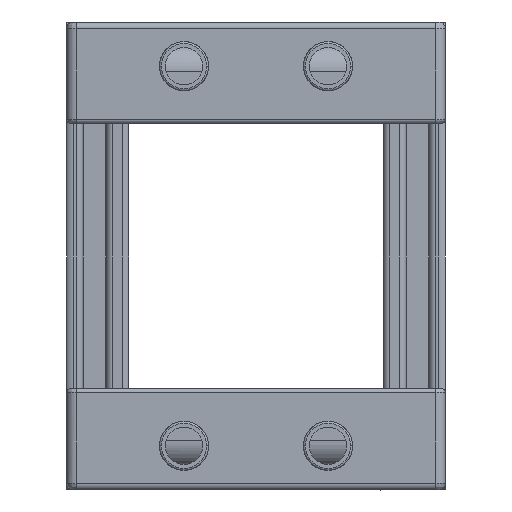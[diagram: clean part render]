
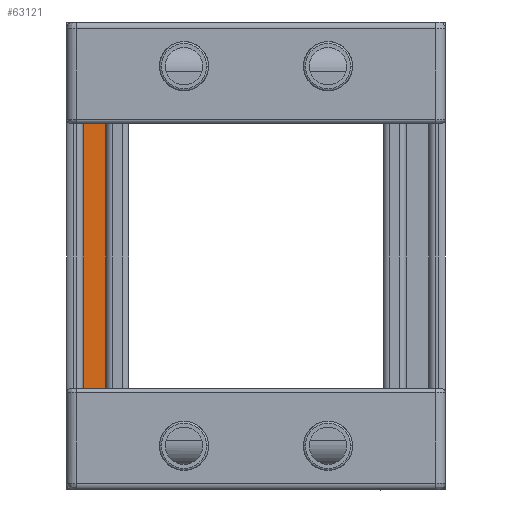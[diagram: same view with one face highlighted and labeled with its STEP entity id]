
A CAD part, left-side view. The second image highlights one B-rep face of the part: STEP entity #63121.
In plain terms, the highlighted planar face has unit normal (-1, 0, 0).
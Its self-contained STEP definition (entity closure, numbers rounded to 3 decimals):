
#6236 = DIRECTION ( 'NONE',  ( 0., -1., 0. ) ) ;
#9735 = EDGE_LOOP ( 'NONE', ( #80046, #139477, #35850, #98038 ) ) ;
#12826 = VECTOR ( 'NONE', #6236, 1000. ) ;
#16704 = VERTEX_POINT ( 'NONE', #153555 ) ;
#28632 = CARTESIAN_POINT ( 'NONE',  ( -208.534, 194.883, -4.503 ) ) ;
#35850 = ORIENTED_EDGE ( 'NONE', *, *, #92749, .T. ) ;
#36505 = EDGE_CURVE ( 'NONE', #147889, #91200, #141253, .T. ) ;
#40833 = DIRECTION ( 'NONE',  ( 0., 0., 1. ) ) ;
#44802 = CARTESIAN_POINT ( 'NONE',  ( -208.534, 198.383, 41.997 ) ) ;
#49087 = VECTOR ( 'NONE', #155500, 1000. ) ;
#58087 = CARTESIAN_POINT ( 'NONE',  ( -208.534, 194.883, 41.997 ) ) ;
#59734 = CARTESIAN_POINT ( 'NONE',  ( -208.534, 194.883, -4.503 ) ) ;
#63121 = ADVANCED_FACE ( 'NONE', ( #156740 ), #122784, .T. ) ;
#66350 = CARTESIAN_POINT ( 'NONE',  ( -208.534, 198.383, -4.503 ) ) ;
#79293 = LINE ( 'NONE', #66350, #138420 ) ;
#80046 = ORIENTED_EDGE ( 'NONE', *, *, #91881, .F. ) ;
#82120 = VECTOR ( 'NONE', #40833, 1000. ) ;
#82836 = CARTESIAN_POINT ( 'NONE',  ( -208.534, 198.383, 41.997 ) ) ;
#84429 = EDGE_CURVE ( 'NONE', #16704, #130267, #79293, .T. ) ;
#90851 = CARTESIAN_POINT ( 'NONE',  ( -208.534, 198.383, -4.503 ) ) ;
#91200 = VERTEX_POINT ( 'NONE', #58087 ) ;
#91881 = EDGE_CURVE ( 'NONE', #130267, #91200, #115713, .T. ) ;
#92749 = EDGE_CURVE ( 'NONE', #16704, #147889, #136713, .T. ) ;
#98038 = ORIENTED_EDGE ( 'NONE', *, *, #36505, .T. ) ;
#115713 = LINE ( 'NONE', #44802, #49087 ) ;
#121632 = DIRECTION ( 'NONE',  ( 0., 0., 1. ) ) ;
#122784 = PLANE ( 'NONE',  #127061 ) ;
#126997 = DIRECTION ( 'NONE',  ( -1., 0., 0. ) ) ;
#127061 = AXIS2_PLACEMENT_3D ( 'NONE', #133589, #126997, #121632 ) ;
#130267 = VERTEX_POINT ( 'NONE', #82836 ) ;
#133589 = CARTESIAN_POINT ( 'NONE',  ( -208.534, 198.383, -4.503 ) ) ;
#136713 = LINE ( 'NONE', #90851, #12826 ) ;
#137704 = DIRECTION ( 'NONE',  ( 0., 0., 1. ) ) ;
#138420 = VECTOR ( 'NONE', #137704, 1000. ) ;
#139477 = ORIENTED_EDGE ( 'NONE', *, *, #84429, .F. ) ;
#141253 = LINE ( 'NONE', #28632, #82120 ) ;
#147889 = VERTEX_POINT ( 'NONE', #59734 ) ;
#153555 = CARTESIAN_POINT ( 'NONE',  ( -208.534, 198.383, -4.503 ) ) ;
#155500 = DIRECTION ( 'NONE',  ( 0., -1., 0. ) ) ;
#156740 = FACE_OUTER_BOUND ( 'NONE', #9735, .T. ) ;
